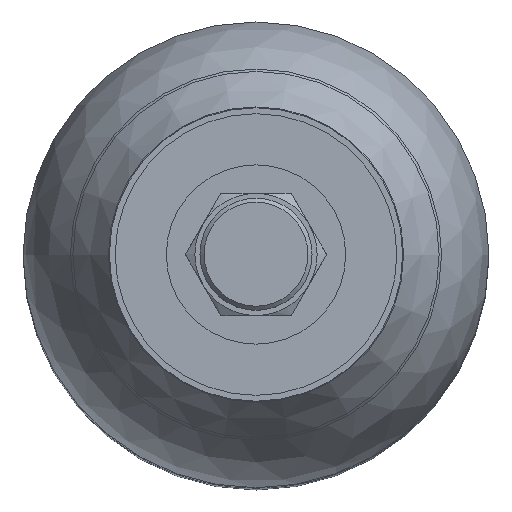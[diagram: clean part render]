
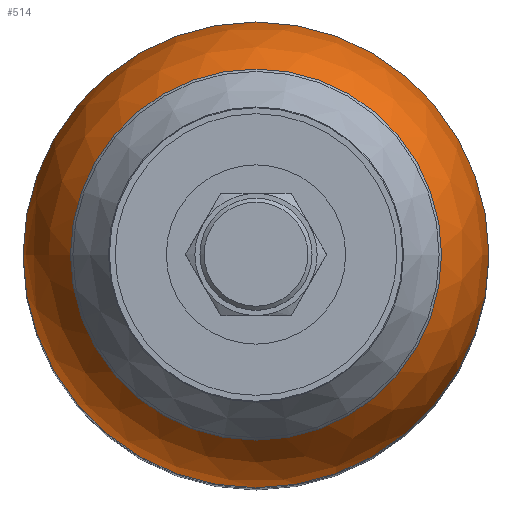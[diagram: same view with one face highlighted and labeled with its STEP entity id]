
A CAD part, top view. The second image highlights one B-rep face of the part: STEP entity #514.
In plain terms, the highlighted spherical face has radius 57.15 mm.
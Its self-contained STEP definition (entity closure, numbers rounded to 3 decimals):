
#514 = ADVANCED_FACE( '', ( #1127, #1128 ), #1129, .T. );
#1127 = FACE_OUTER_BOUND( '', #1885, .T. );
#1128 = FACE_OUTER_BOUND( '', #1886, .T. );
#1129 = SPHERICAL_SURFACE( '', #1887, 57.15 );
#1885 = EDGE_LOOP( '', ( #3647 ) );
#1886 = EDGE_LOOP( '', ( #3648 ) );
#1887 = AXIS2_PLACEMENT_3D( '', #3649, #3650, #3651 );
#3647 = ORIENTED_EDGE( '', *, *, #5080, .F. );
#3648 = ORIENTED_EDGE( '', *, *, #4564, .T. );
#3649 = CARTESIAN_POINT( '', ( 0., 0., 152.129 ) );
#3650 = DIRECTION( '', ( 0., 0., -1. ) );
#3651 = DIRECTION( '', ( -1., 0., 0. ) );
#4564 = EDGE_CURVE( '', #5235, #5235, #5236, .T. );
#5080 = EDGE_CURVE( '', #6044, #6044, #6045, .T. );
#5235 = VERTEX_POINT( '', #6223 );
#5236 = CIRCLE( '', #6224, 22. );
#6044 = VERTEX_POINT( '', #8576 );
#6045 = CIRCLE( '', #8577, 57.15 );
#6223 = CARTESIAN_POINT( '', ( -22., 0., 204.875 ) );
#6224 = AXIS2_PLACEMENT_3D( '', #9223, #9224, #9225 );
#8576 = CARTESIAN_POINT( '', ( -57.15, 0., 152.129 ) );
#8577 = AXIS2_PLACEMENT_3D( '', #9933, #9934, #9935 );
#9223 = CARTESIAN_POINT( '', ( 0., 0., 204.875 ) );
#9224 = DIRECTION( '', ( 0., 0., -1. ) );
#9225 = DIRECTION( '', ( -1., 0., 0. ) );
#9933 = CARTESIAN_POINT( '', ( 0., 0., 152.129 ) );
#9934 = DIRECTION( '', ( 0., 0., -1. ) );
#9935 = DIRECTION( '', ( -1., 0., 0. ) );
